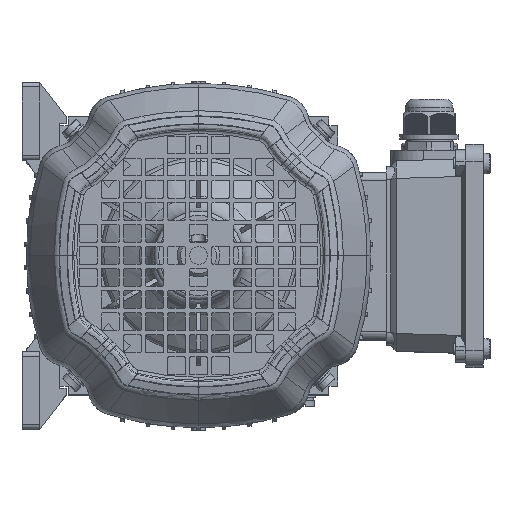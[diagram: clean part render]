
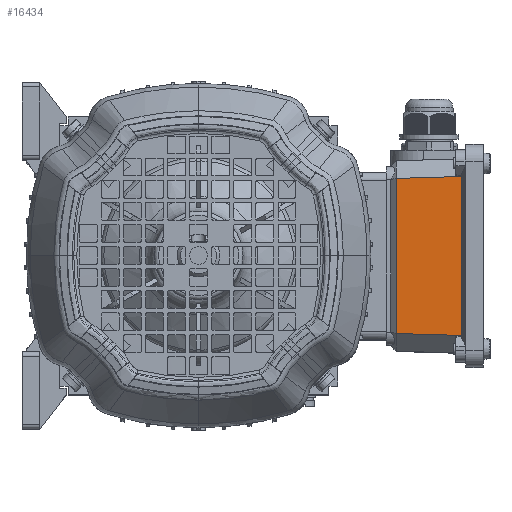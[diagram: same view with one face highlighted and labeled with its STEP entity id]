
A CAD part, top view. The second image highlights one B-rep face of the part: STEP entity #16434.
In plain terms, the highlighted planar face has unit normal (-0.029, 0, 1).
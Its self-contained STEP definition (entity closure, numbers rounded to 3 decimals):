
#3686=PLANE('',#69674);
#5874=LINE('',#96438,#11085);
#5884=LINE('',#96459,#11095);
#5885=LINE('',#96461,#11096);
#5886=LINE('',#96463,#11097);
#11085=VECTOR('',#76517,1.);
#11095=VECTOR('',#76541,1.);
#11096=VECTOR('',#76542,1.);
#11097=VECTOR('',#76543,1.);
#16434=ADVANCED_FACE('',(#20294),#3686,.F.);
#20294=FACE_OUTER_BOUND('',#23736,.T.);
#23736=EDGE_LOOP('',(#31175,#31176,#31177,#31178));
#31175=ORIENTED_EDGE('',*,*,#57331,.F.);
#31176=ORIENTED_EDGE('',*,*,#57342,.T.);
#31177=ORIENTED_EDGE('',*,*,#57343,.T.);
#31178=ORIENTED_EDGE('',*,*,#57344,.T.);
#50395=VERTEX_POINT('',#96437);
#50396=VERTEX_POINT('',#96439);
#50400=VERTEX_POINT('',#96460);
#50401=VERTEX_POINT('',#96462);
#57331=EDGE_CURVE('',#50395,#50396,#5874,.T.);
#57342=EDGE_CURVE('',#50395,#50400,#5884,.T.);
#57343=EDGE_CURVE('',#50400,#50401,#5885,.T.);
#57344=EDGE_CURVE('',#50401,#50396,#5886,.T.);
#69674=AXIS2_PLACEMENT_3D('',#96464,#76544,#76545);
#76517=DIRECTION('',(0.,-1.,0.));
#76541=DIRECTION('',(-0.999,-0.029,-0.029));
#76542=DIRECTION('',(0.,-1.,0.));
#76543=DIRECTION('',(0.999,-0.029,0.029));
#76544=DIRECTION('',(0.029,0.,-1.));
#76545=DIRECTION('',(0.,1.,0.));
#96437=CARTESIAN_POINT('',(119.,35.997,93.));
#96438=CARTESIAN_POINT('',(119.,0.,93.));
#96439=CARTESIAN_POINT('',(119.,-35.997,93.));
#96459=CARTESIAN_POINT('',(117.943,35.965,92.969));
#96460=CARTESIAN_POINT('',(89.5,35.129,92.132));
#96461=CARTESIAN_POINT('',(89.5,0.,92.132));
#96462=CARTESIAN_POINT('',(89.5,-35.129,92.132));
#96463=CARTESIAN_POINT('',(117.943,-35.965,92.969));
#96464=CARTESIAN_POINT('',(119.,0.,93.));
